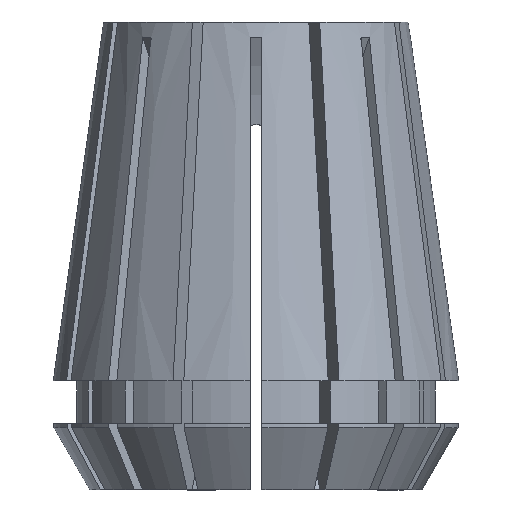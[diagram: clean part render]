
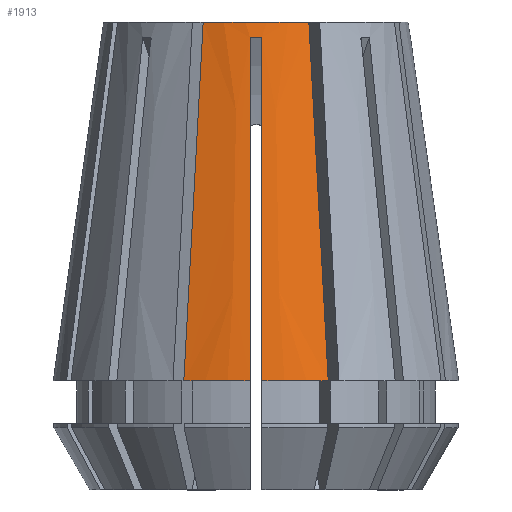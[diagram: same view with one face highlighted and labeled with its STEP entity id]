
A CAD part, front view. The second image highlights one B-rep face of the part: STEP entity #1913.
In plain terms, the highlighted conical face has half-angle 8 degrees and reference radius 25.998 mm.
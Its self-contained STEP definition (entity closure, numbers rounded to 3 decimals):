
#15 = CARTESIAN_POINT ( 'NONE',  ( 0.75, -21.864, -16.68 ) ) ;
#350 = B_SPLINE_CURVE_WITH_KNOTS ( 'NONE', 3,
 ( #1304, #2146, #2589, #2167 ),
 .UNSPECIFIED., .F., .F.,
 ( 4, 4 ),
 ( 0.038, 0.082 ),
 .UNSPECIFIED. ) ;
#354 = ORIENTED_EDGE ( 'NONE', *, *, #1432, .F. ) ;
#430 = CARTESIAN_POINT ( 'NONE',  ( 0.75, -25.987, -46. ) ) ;
#519 = VERTEX_POINT ( 'NONE', #846 ) ;
#539 = CARTESIAN_POINT ( 'NONE',  ( 6.777, -18.32, 0. ) ) ;
#564 = AXIS2_PLACEMENT_3D ( 'NONE', #3132, #3546, #1007 ) ;
#578 = EDGE_CURVE ( 'NONE', #2527, #2284, #703, .T. ) ;
#596 = CIRCLE ( 'NONE', #3865, 19.533 ) ;
#629 = AXIS2_PLACEMENT_3D ( 'NONE', #5413, #3764, #3708 ) ;
#703 = B_SPLINE_CURVE_WITH_KNOTS ( 'NONE', 3,
 ( #1313, #3035, #15, #881 ),
 .UNSPECIFIED., .F., .F.,
 ( 4, 4 ),
 ( 0.038, 0.082 ),
 .UNSPECIFIED. ) ;
#823 = CIRCLE ( 'NONE', #3167, 25.998 ) ;
#846 = CARTESIAN_POINT ( 'NONE',  ( -0.75, -19.803, -2.02 ) ) ;
#881 = CARTESIAN_POINT ( 'NONE',  ( 0.75, -19.803, -2.02 ) ) ;
#898 = ORIENTED_EDGE ( 'NONE', *, *, #1594, .T. ) ;
#1007 = DIRECTION ( 'NONE',  ( 1., 0., 0. ) ) ;
#1176 = DIRECTION ( 'NONE',  ( 1., 0., 0. ) ) ;
#1211 = EDGE_CURVE ( 'NONE', #5473, #4472, #5393, .T. ) ;
#1281 = EDGE_CURVE ( 'NONE', #2357, #4331, #823, .T. ) ;
#1304 = CARTESIAN_POINT ( 'NONE',  ( -0.75, -25.987, -46. ) ) ;
#1313 = CARTESIAN_POINT ( 'NONE',  ( 0.75, -25.987, -46. ) ) ;
#1381 = ORIENTED_EDGE ( 'NONE', *, *, #2417, .T. ) ;
#1432 = EDGE_CURVE ( 'NONE', #2051, #4472, #596, .T. ) ;
#1579 = B_SPLINE_CURVE_WITH_KNOTS ( 'NONE', 3,
 ( #2919, #5081, #5470, #3800 ),
 .UNSPECIFIED., .F., .F.,
 ( 4, 4 ),
 ( 0., 0.002 ),
 .UNSPECIFIED. ) ;
#1594 = EDGE_CURVE ( 'NONE', #519, #2284, #1579, .T. ) ;
#1689 = B_SPLINE_CURVE_WITH_KNOTS ( 'NONE', 3,
 ( #4962, #2440, #3430, #3859 ),
 .UNSPECIFIED., .F., .F.,
 ( 4, 4 ),
 ( 0., 0.046 ),
 .UNSPECIFIED. ) ;
#1751 = CARTESIAN_POINT ( 'NONE',  ( 9.252, -24.296, -46. ) ) ;
#1901 = CARTESIAN_POINT ( 'NONE',  ( 6.777, -18.32, 0. ) ) ;
#1913 = ADVANCED_FACE ( 'NONE', ( #2540 ), #2018, .T. ) ;
#2018 = CONICAL_SURFACE ( 'NONE', #629, 25.998, 0.14 ) ;
#2051 = VERTEX_POINT ( 'NONE', #4716 ) ;
#2146 = CARTESIAN_POINT ( 'NONE',  ( -0.75, -23.926, -31.34 ) ) ;
#2166 = ORIENTED_EDGE ( 'NONE', *, *, #578, .F. ) ;
#2167 = CARTESIAN_POINT ( 'NONE',  ( -0.75, -19.803, -2.02 ) ) ;
#2248 = DIRECTION ( 'NONE',  ( 0., 0., 1. ) ) ;
#2284 = VERTEX_POINT ( 'NONE', #3803 ) ;
#2291 = ORIENTED_EDGE ( 'NONE', *, *, #1281, .T. ) ;
#2307 = CARTESIAN_POINT ( 'NONE',  ( -0.75, -25.987, -46. ) ) ;
#2357 = VERTEX_POINT ( 'NONE', #2910 ) ;
#2417 = EDGE_CURVE ( 'NONE', #4331, #519, #350, .T. ) ;
#2440 = CARTESIAN_POINT ( 'NONE',  ( -8.427, -22.304, -30.667 ) ) ;
#2527 = VERTEX_POINT ( 'NONE', #430 ) ;
#2540 = FACE_OUTER_BOUND ( 'NONE', #4011, .T. ) ;
#2589 = CARTESIAN_POINT ( 'NONE',  ( -0.75, -21.864, -16.68 ) ) ;
#2677 = CARTESIAN_POINT ( 'NONE',  ( 9.252, -24.296, -46. ) ) ;
#2818 = ORIENTED_EDGE ( 'NONE', *, *, #3415, .T. ) ;
#2910 = CARTESIAN_POINT ( 'NONE',  ( -9.252, -24.296, -46. ) ) ;
#2919 = CARTESIAN_POINT ( 'NONE',  ( -0.75, -19.803, -2.02 ) ) ;
#3035 = CARTESIAN_POINT ( 'NONE',  ( 0.75, -23.926, -31.34 ) ) ;
#3132 = CARTESIAN_POINT ( 'NONE',  ( 0., 0., -46. ) ) ;
#3167 = AXIS2_PLACEMENT_3D ( 'NONE', #3954, #2248, #4386 ) ;
#3415 = EDGE_CURVE ( 'NONE', #2527, #5473, #4822, .T. ) ;
#3430 = CARTESIAN_POINT ( 'NONE',  ( -7.602, -20.312, -15.333 ) ) ;
#3507 = CARTESIAN_POINT ( 'NONE',  ( 7.602, -20.312, -15.333 ) ) ;
#3520 = CARTESIAN_POINT ( 'NONE',  ( 8.427, -22.304, -30.667 ) ) ;
#3546 = DIRECTION ( 'NONE',  ( 0., 0., 1. ) ) ;
#3708 = DIRECTION ( 'NONE',  ( -1., 0., 0. ) ) ;
#3764 = DIRECTION ( 'NONE',  ( 0., 0., -1. ) ) ;
#3800 = CARTESIAN_POINT ( 'NONE',  ( 0.75, -19.803, -2.02 ) ) ;
#3803 = CARTESIAN_POINT ( 'NONE',  ( 0.75, -19.803, -2.02 ) ) ;
#3859 = CARTESIAN_POINT ( 'NONE',  ( -6.777, -18.32, 0. ) ) ;
#3865 = AXIS2_PLACEMENT_3D ( 'NONE', #4139, #4584, #1176 ) ;
#3954 = CARTESIAN_POINT ( 'NONE',  ( 0., 0., -46. ) ) ;
#4011 = EDGE_LOOP ( 'NONE', ( #5015, #2291, #1381, #898, #2166, #2818, #4818, #354 ) ) ;
#4139 = CARTESIAN_POINT ( 'NONE',  ( 0., 0., 0. ) ) ;
#4331 = VERTEX_POINT ( 'NONE', #2307 ) ;
#4386 = DIRECTION ( 'NONE',  ( 1., 0., 0. ) ) ;
#4472 = VERTEX_POINT ( 'NONE', #1901 ) ;
#4584 = DIRECTION ( 'NONE',  ( 0., 0., 1. ) ) ;
#4716 = CARTESIAN_POINT ( 'NONE',  ( -6.777, -18.32, 0. ) ) ;
#4818 = ORIENTED_EDGE ( 'NONE', *, *, #1211, .T. ) ;
#4822 = CIRCLE ( 'NONE', #564, 25.998 ) ;
#4962 = CARTESIAN_POINT ( 'NONE',  ( -9.252, -24.296, -46. ) ) ;
#5015 = ORIENTED_EDGE ( 'NONE', *, *, #5366, .F. ) ;
#5081 = CARTESIAN_POINT ( 'NONE',  ( -0.25, -19.818, -1.993 ) ) ;
#5366 = EDGE_CURVE ( 'NONE', #2357, #2051, #1689, .T. ) ;
#5393 = B_SPLINE_CURVE_WITH_KNOTS ( 'NONE', 3,
 ( #2677, #3520, #3507, #539 ),
 .UNSPECIFIED., .F., .F.,
 ( 4, 4 ),
 ( 0., 0.046 ),
 .UNSPECIFIED. ) ;
#5413 = CARTESIAN_POINT ( 'NONE',  ( 0., 0., -46. ) ) ;
#5470 = CARTESIAN_POINT ( 'NONE',  ( 0.25, -19.818, -1.993 ) ) ;
#5473 = VERTEX_POINT ( 'NONE', #1751 ) ;
